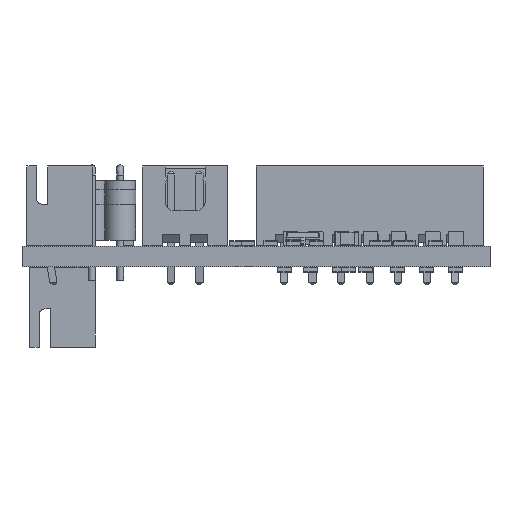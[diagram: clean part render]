
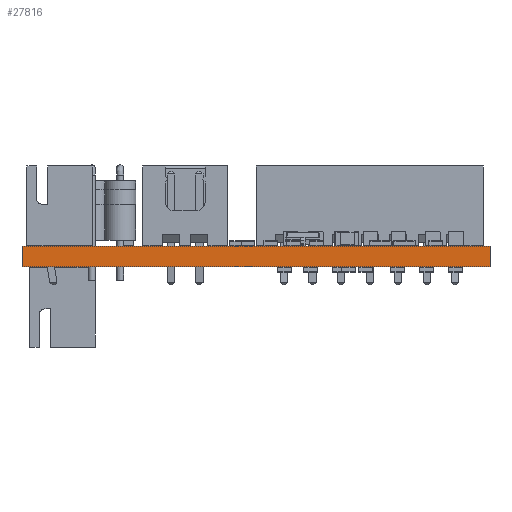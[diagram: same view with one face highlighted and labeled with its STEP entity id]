
A CAD part, left-side view. The second image highlights one B-rep face of the part: STEP entity #27816.
In plain terms, the highlighted planar face has unit normal (-1, 0, 0).
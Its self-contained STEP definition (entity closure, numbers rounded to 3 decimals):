
#27816 = ADVANCED_FACE('',(#27817),#27831,.T.);
#27817 = FACE_BOUND('',#27818,.T.);
#27818 = EDGE_LOOP('',(#27819,#27854,#27882,#27910));
#27819 = ORIENTED_EDGE('',*,*,#27820,.T.);
#27820 = EDGE_CURVE('',#27821,#27823,#27825,.T.);
#27821 = VERTEX_POINT('',#27822);
#27822 = CARTESIAN_POINT('',(-20.,-20.5,0.));
#27823 = VERTEX_POINT('',#27824);
#27824 = CARTESIAN_POINT('',(-20.,-20.5,1.77));
#27825 = SURFACE_CURVE('',#27826,(#27830,#27842),.PCURVE_S1.);
#27826 = LINE('',#27827,#27828);
#27827 = CARTESIAN_POINT('',(-20.,-20.5,0.));
#27828 = VECTOR('',#27829,1.);
#27829 = DIRECTION('',(0.,0.,1.));
#27830 = PCURVE('',#27831,#27836);
#27831 = PLANE('',#27832);
#27832 = AXIS2_PLACEMENT_3D('',#27833,#27834,#27835);
#27833 = CARTESIAN_POINT('',(-20.,-20.5,0.));
#27834 = DIRECTION('',(-1.,0.,0.));
#27835 = DIRECTION('',(0.,1.,0.));
#27836 = DEFINITIONAL_REPRESENTATION('',(#27837),#27841);
#27837 = LINE('',#27838,#27839);
#27838 = CARTESIAN_POINT('',(0.,0.));
#27839 = VECTOR('',#27840,1.);
#27840 = DIRECTION('',(0.,-1.));
#27841 = ( GEOMETRIC_REPRESENTATION_CONTEXT(2) 
PARAMETRIC_REPRESENTATION_CONTEXT() REPRESENTATION_CONTEXT('2D SPACE',''
  ) );
#27842 = PCURVE('',#27843,#27848);
#27843 = PLANE('',#27844);
#27844 = AXIS2_PLACEMENT_3D('',#27845,#27846,#27847);
#27845 = CARTESIAN_POINT('',(20.,-20.5,0.));
#27846 = DIRECTION('',(0.,-1.,0.));
#27847 = DIRECTION('',(-1.,0.,0.));
#27848 = DEFINITIONAL_REPRESENTATION('',(#27849),#27853);
#27849 = LINE('',#27850,#27851);
#27850 = CARTESIAN_POINT('',(40.,0.));
#27851 = VECTOR('',#27852,1.);
#27852 = DIRECTION('',(0.,-1.));
#27853 = ( GEOMETRIC_REPRESENTATION_CONTEXT(2) 
PARAMETRIC_REPRESENTATION_CONTEXT() REPRESENTATION_CONTEXT('2D SPACE',''
  ) );
#27854 = ORIENTED_EDGE('',*,*,#27855,.T.);
#27855 = EDGE_CURVE('',#27823,#27856,#27858,.T.);
#27856 = VERTEX_POINT('',#27857);
#27857 = CARTESIAN_POINT('',(-20.,20.5,1.77));
#27858 = SURFACE_CURVE('',#27859,(#27863,#27870),.PCURVE_S1.);
#27859 = LINE('',#27860,#27861);
#27860 = CARTESIAN_POINT('',(-20.,-20.5,1.77));
#27861 = VECTOR('',#27862,1.);
#27862 = DIRECTION('',(0.,1.,0.));
#27863 = PCURVE('',#27831,#27864);
#27864 = DEFINITIONAL_REPRESENTATION('',(#27865),#27869);
#27865 = LINE('',#27866,#27867);
#27866 = CARTESIAN_POINT('',(0.,-1.77));
#27867 = VECTOR('',#27868,1.);
#27868 = DIRECTION('',(1.,0.));
#27869 = ( GEOMETRIC_REPRESENTATION_CONTEXT(2) 
PARAMETRIC_REPRESENTATION_CONTEXT() REPRESENTATION_CONTEXT('2D SPACE',''
  ) );
#27870 = PCURVE('',#27871,#27876);
#27871 = PLANE('',#27872);
#27872 = AXIS2_PLACEMENT_3D('',#27873,#27874,#27875);
#27873 = CARTESIAN_POINT('',(0.,0.,1.77));
#27874 = DIRECTION('',(-0.,-0.,-1.));
#27875 = DIRECTION('',(-1.,0.,0.));
#27876 = DEFINITIONAL_REPRESENTATION('',(#27877),#27881);
#27877 = LINE('',#27878,#27879);
#27878 = CARTESIAN_POINT('',(20.,-20.5));
#27879 = VECTOR('',#27880,1.);
#27880 = DIRECTION('',(0.,1.));
#27881 = ( GEOMETRIC_REPRESENTATION_CONTEXT(2) 
PARAMETRIC_REPRESENTATION_CONTEXT() REPRESENTATION_CONTEXT('2D SPACE',''
  ) );
#27882 = ORIENTED_EDGE('',*,*,#27883,.F.);
#27883 = EDGE_CURVE('',#27884,#27856,#27886,.T.);
#27884 = VERTEX_POINT('',#27885);
#27885 = CARTESIAN_POINT('',(-20.,20.5,0.));
#27886 = SURFACE_CURVE('',#27887,(#27891,#27898),.PCURVE_S1.);
#27887 = LINE('',#27888,#27889);
#27888 = CARTESIAN_POINT('',(-20.,20.5,0.));
#27889 = VECTOR('',#27890,1.);
#27890 = DIRECTION('',(0.,0.,1.));
#27891 = PCURVE('',#27831,#27892);
#27892 = DEFINITIONAL_REPRESENTATION('',(#27893),#27897);
#27893 = LINE('',#27894,#27895);
#27894 = CARTESIAN_POINT('',(41.,0.));
#27895 = VECTOR('',#27896,1.);
#27896 = DIRECTION('',(0.,-1.));
#27897 = ( GEOMETRIC_REPRESENTATION_CONTEXT(2) 
PARAMETRIC_REPRESENTATION_CONTEXT() REPRESENTATION_CONTEXT('2D SPACE',''
  ) );
#27898 = PCURVE('',#27899,#27904);
#27899 = PLANE('',#27900);
#27900 = AXIS2_PLACEMENT_3D('',#27901,#27902,#27903);
#27901 = CARTESIAN_POINT('',(-20.,20.5,0.));
#27902 = DIRECTION('',(0.,1.,0.));
#27903 = DIRECTION('',(1.,0.,0.));
#27904 = DEFINITIONAL_REPRESENTATION('',(#27905),#27909);
#27905 = LINE('',#27906,#27907);
#27906 = CARTESIAN_POINT('',(0.,0.));
#27907 = VECTOR('',#27908,1.);
#27908 = DIRECTION('',(0.,-1.));
#27909 = ( GEOMETRIC_REPRESENTATION_CONTEXT(2) 
PARAMETRIC_REPRESENTATION_CONTEXT() REPRESENTATION_CONTEXT('2D SPACE',''
  ) );
#27910 = ORIENTED_EDGE('',*,*,#27911,.F.);
#27911 = EDGE_CURVE('',#27821,#27884,#27912,.T.);
#27912 = SURFACE_CURVE('',#27913,(#27917,#27924),.PCURVE_S1.);
#27913 = LINE('',#27914,#27915);
#27914 = CARTESIAN_POINT('',(-20.,-20.5,0.));
#27915 = VECTOR('',#27916,1.);
#27916 = DIRECTION('',(0.,1.,0.));
#27917 = PCURVE('',#27831,#27918);
#27918 = DEFINITIONAL_REPRESENTATION('',(#27919),#27923);
#27919 = LINE('',#27920,#27921);
#27920 = CARTESIAN_POINT('',(0.,0.));
#27921 = VECTOR('',#27922,1.);
#27922 = DIRECTION('',(1.,0.));
#27923 = ( GEOMETRIC_REPRESENTATION_CONTEXT(2) 
PARAMETRIC_REPRESENTATION_CONTEXT() REPRESENTATION_CONTEXT('2D SPACE',''
  ) );
#27924 = PCURVE('',#27925,#27930);
#27925 = PLANE('',#27926);
#27926 = AXIS2_PLACEMENT_3D('',#27927,#27928,#27929);
#27927 = CARTESIAN_POINT('',(0.,0.,0.));
#27928 = DIRECTION('',(-0.,-0.,-1.));
#27929 = DIRECTION('',(-1.,0.,0.));
#27930 = DEFINITIONAL_REPRESENTATION('',(#27931),#27935);
#27931 = LINE('',#27932,#27933);
#27932 = CARTESIAN_POINT('',(20.,-20.5));
#27933 = VECTOR('',#27934,1.);
#27934 = DIRECTION('',(0.,1.));
#27935 = ( GEOMETRIC_REPRESENTATION_CONTEXT(2) 
PARAMETRIC_REPRESENTATION_CONTEXT() REPRESENTATION_CONTEXT('2D SPACE',''
  ) );
